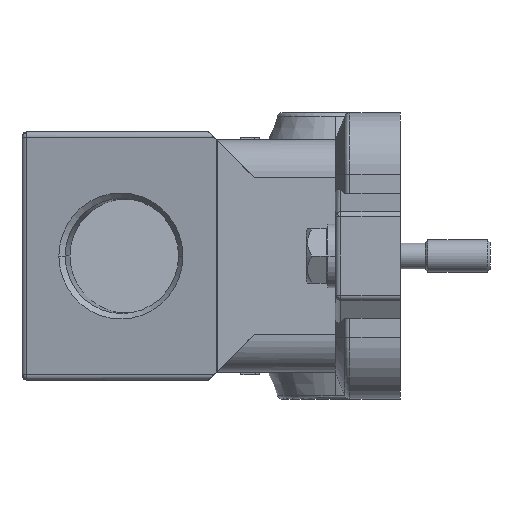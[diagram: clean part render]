
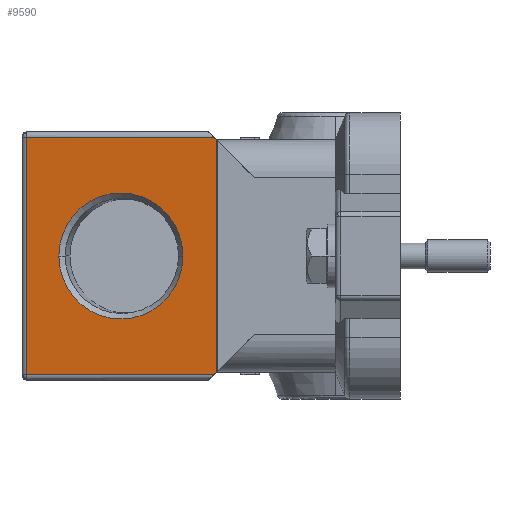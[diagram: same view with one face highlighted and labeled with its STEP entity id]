
A CAD part, left-side view. The second image highlights one B-rep face of the part: STEP entity #9590.
In plain terms, the highlighted planar face has unit normal (-0.985, 0.174, 0).
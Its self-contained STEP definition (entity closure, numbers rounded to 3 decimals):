
#127=DIRECTION('',(0.,0.,1.));
#128=VECTOR('',#127,44.);
#129=CARTESIAN_POINT('',(-23.798,69.174,-22.));
#130=LINE('',#129,#128);
#2427=DIRECTION('',(0.,0.,-1.));
#2428=VECTOR('',#2427,43.172);
#2429=CARTESIAN_POINT('',(-29.985,34.086,21.586));
#2430=LINE('',#2429,#2428);
#2431=DIRECTION('',(-0.124,-0.702,0.702));
#2432=VECTOR('',#2431,0.59);
#2433=CARTESIAN_POINT('',(-29.912,34.5,-22.));
#2434=LINE('',#2433,#2432);
#2435=DIRECTION('',(0.124,0.702,0.702));
#2436=VECTOR('',#2435,0.59);
#2437=CARTESIAN_POINT('',(-29.985,34.086,21.586));
#2438=LINE('',#2437,#2436);
#2439=CARTESIAN_POINT('',(-26.879,51.7,0.));
#2440=DIRECTION('',(0.985,-0.174,0.));
#2441=DIRECTION('',(-0.174,-0.985,0.));
#2442=AXIS2_PLACEMENT_3D('',#2439,#2440,#2441);
#2444=CARTESIAN_POINT('',(-26.879,51.7,0.));
#2445=DIRECTION('',(0.985,-0.174,0.));
#2446=DIRECTION('',(0.174,0.985,0.));
#2447=AXIS2_PLACEMENT_3D('',#2444,#2445,#2446);
#2449=DIRECTION('',(0.174,0.985,0.));
#2450=VECTOR('',#2449,35.209);
#2451=CARTESIAN_POINT('',(-29.912,34.5,-22.));
#2452=LINE('',#2451,#2450);
#2460=DIRECTION('',(-0.174,-0.985,0.));
#2461=VECTOR('',#2460,35.209);
#2462=CARTESIAN_POINT('',(-23.798,69.174,22.));
#2463=LINE('',#2462,#2461);
#5280=CARTESIAN_POINT('',(-29.912,34.5,-22.));
#5281=CARTESIAN_POINT('',(-23.798,69.174,-22.));
#5282=VERTEX_POINT('',#5280);
#5283=VERTEX_POINT('',#5281);
#5314=CARTESIAN_POINT('',(-23.798,69.174,22.));
#5315=CARTESIAN_POINT('',(-29.912,34.5,22.));
#5316=VERTEX_POINT('',#5314);
#5317=VERTEX_POINT('',#5315);
#5344=CARTESIAN_POINT('',(-29.985,34.086,
-21.586));
#5345=VERTEX_POINT('',#5344);
#5404=CARTESIAN_POINT('',(-29.985,34.086,21.586));
#5405=VERTEX_POINT('',#5404);
#5408=CARTESIAN_POINT('',(-24.856,63.173,0.));
#5409=CARTESIAN_POINT('',(-28.902,40.227,0.));
#5410=VERTEX_POINT('',#5408);
#5411=VERTEX_POINT('',#5409);
#9569=CARTESIAN_POINT('',(-23.652,70.,-23.));
#9570=DIRECTION('',(-0.985,0.174,0.));
#9571=DIRECTION('',(-0.174,-0.985,0.));
#9572=AXIS2_PLACEMENT_3D('',#9569,#9570,#9571);
#9573=PLANE('',#9572);
#9574=ORIENTED_EDGE('',*,*,#6357,.F.);
#9576=ORIENTED_EDGE('',*,*,#9575,.T.);
#9577=ORIENTED_EDGE('',*,*,#6452,.T.);
#9579=ORIENTED_EDGE('',*,*,#9578,.T.);
#9580=ORIENTED_EDGE('',*,*,#6564,.F.);
#9581=ORIENTED_EDGE('',*,*,#9563,.T.);
#9582=EDGE_LOOP('',(#9574,#9576,#9577,#9579,#9580,#9581));
#9583=FACE_OUTER_BOUND('',#9582,.F.);
#9585=ORIENTED_EDGE('',*,*,#9584,.F.);
#9587=ORIENTED_EDGE('',*,*,#9586,.F.);
#9588=EDGE_LOOP('',(#9585,#9587));
#9589=FACE_BOUND('',#9588,.F.);
#9590=ADVANCED_FACE('',(#9583,#9589),#9573,.T.);
#2443=CIRCLE('',#2442,11.65);
#2448=CIRCLE('',#2447,11.65);
#6357=EDGE_CURVE('',#5282,#5345,#2434,.T.);
#6452=EDGE_CURVE('',#5283,#5316,#130,.T.);
#6564=EDGE_CURVE('',#5405,#5317,#2438,.T.);
#9563=EDGE_CURVE('',#5405,#5345,#2430,.T.);
#9575=EDGE_CURVE('',#5282,#5283,#2452,.T.);
#9578=EDGE_CURVE('',#5316,#5317,#2463,.T.);
#9584=EDGE_CURVE('',#5411,#5410,#2443,.T.);
#9586=EDGE_CURVE('',#5410,#5411,#2448,.T.);
